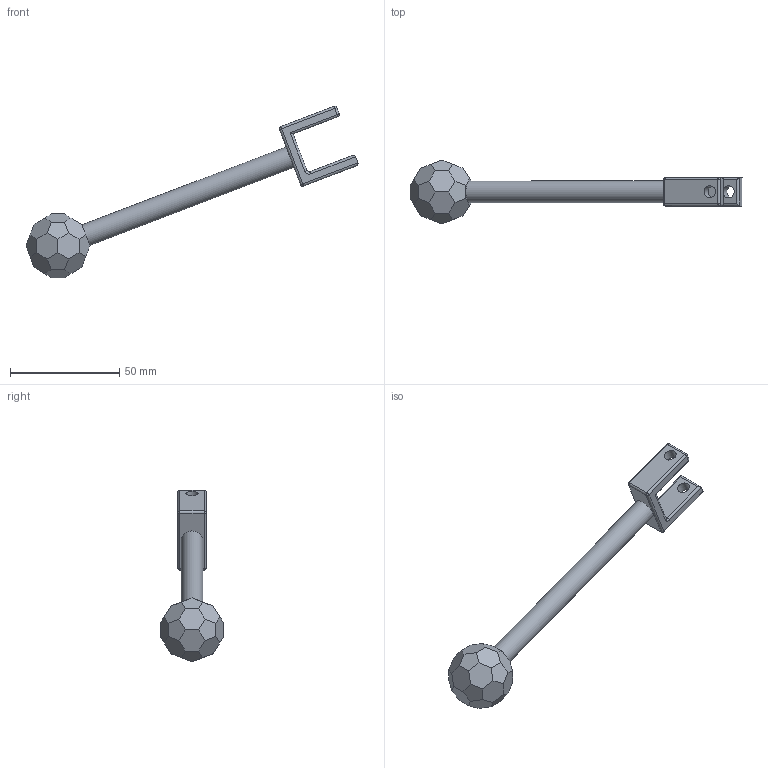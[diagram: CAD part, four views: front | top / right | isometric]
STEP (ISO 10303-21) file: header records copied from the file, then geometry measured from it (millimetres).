
FILE_DESCRIPTION(/* description */ (''),/* implementation_level */ '2;1');
FILE_NAME(/* name */ 'handfang_v3.stp',/* time_stamp */ '2025-03-08T11:02:28Z',/* author */ ('Patti'),/* organization */ (''),/* preprocessor_version */ 'ST-DEVELOPER v19',/* originating_system */ 'Autodesk Inventor 2023',/* authorisation */ '');
FILE_SCHEMA (('AUTOMOTIVE_DESIGN { 1 0 10303 214 3 1 1 }'));
Length unit declared in the file: millimetre
Products named in the file (1): handfang_v3
Bounding box: 151.73 x 29.12 x 78.34 mm (x, y, z)
Volume: 24354.6 mm3; surface area: 8333.6 mm2
Topology: 1 solids, 1 shells, 76 faces, 184 edges, 116 vertices
Faces by surface type: plane 42, cylinder 24, sphere 8, torus 2
Full cylindrical faces by diameter (mm): 5.5 x2, 10 x1
Entity records: 2228 total; most frequent: DIRECTION 380, CARTESIAN_POINT 375, ORIENTED_EDGE 364, EDGE_CURVE 182, LINE 138, VECTOR 138, AXIS2_PLACEMENT_3D 121, VERTEX_POINT 110
